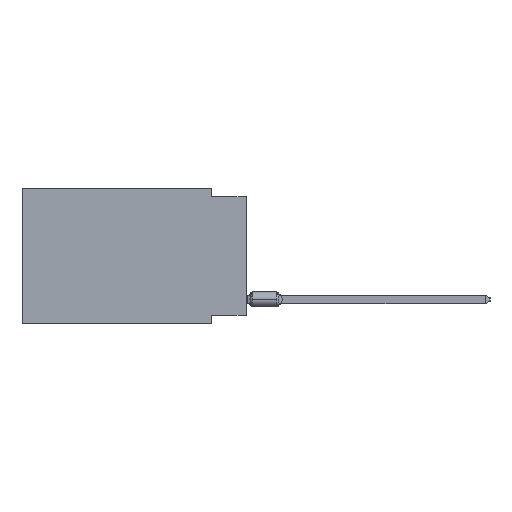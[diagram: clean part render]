
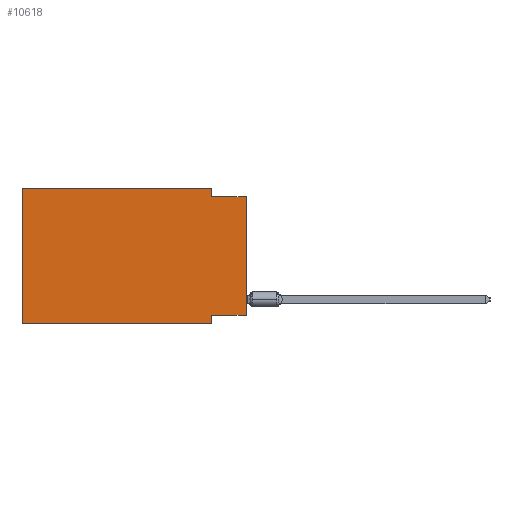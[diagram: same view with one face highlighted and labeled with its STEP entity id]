
A CAD part, left-side view. The second image highlights one B-rep face of the part: STEP entity #10618.
In plain terms, the highlighted planar face has unit normal (-1, 0, 0).
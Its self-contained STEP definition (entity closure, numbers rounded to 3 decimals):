
#2187 = DIRECTION ( 'NONE',  ( 0., 0., -1. ) ) ;
#3435 = AXIS2_PLACEMENT_3D ( 'NONE', #64986, #36346, #30912 ) ;
#4494 = ORIENTED_EDGE ( 'NONE', *, *, #59752, .T. ) ;
#6433 = VECTOR ( 'NONE', #15685, 1000. ) ;
#7448 = EDGE_CURVE ( 'NONE', #43757, #20055, #13785, .T. ) ;
#7510 = EDGE_CURVE ( 'NONE', #12978, #35058, #30107, .T. ) ;
#7807 = ORIENTED_EDGE ( 'NONE', *, *, #20703, .F. ) ;
#8141 = EDGE_CURVE ( 'NONE', #69113, #27644, #28866, .T. ) ;
#10618 = ADVANCED_FACE ( 'NONE', ( #31641 ), #31278, .F. ) ;
#12460 = ORIENTED_EDGE ( 'NONE', *, *, #53955, .T. ) ;
#12978 = VERTEX_POINT ( 'NONE', #38921 ) ;
#13395 = LINE ( 'NONE', #68508, #52835 ) ;
#13471 = CARTESIAN_POINT ( 'NONE',  ( 0., 16.383, 0. ) ) ;
#13785 = LINE ( 'NONE', #57625, #35833 ) ;
#13834 = VECTOR ( 'NONE', #52224, 1000. ) ;
#14486 = DIRECTION ( 'NONE',  ( 0., 1., 0. ) ) ;
#15685 = DIRECTION ( 'NONE',  ( 0., 0., 1. ) ) ;
#16451 = EDGE_CURVE ( 'NONE', #20055, #12978, #36876, .T. ) ;
#18008 = LINE ( 'NONE', #57128, #48861 ) ;
#18180 = CARTESIAN_POINT ( 'NONE',  ( 0., 0., -0.635 ) ) ;
#20055 = VERTEX_POINT ( 'NONE', #13471 ) ;
#20703 = EDGE_CURVE ( 'NONE', #26354, #69113, #13395, .T. ) ;
#20829 = VECTOR ( 'NONE', #50945, 1000. ) ;
#22014 = CARTESIAN_POINT ( 'NONE',  ( 0., 2.54, -9.906 ) ) ;
#24660 = CARTESIAN_POINT ( 'NONE',  ( 0., 2.54, -9.906 ) ) ;
#26354 = VERTEX_POINT ( 'NONE', #50191 ) ;
#27644 = VERTEX_POINT ( 'NONE', #24660 ) ;
#28866 = LINE ( 'NONE', #22014, #20829 ) ;
#29018 = CARTESIAN_POINT ( 'NONE',  ( 0., 16.383, -9.906 ) ) ;
#29452 = ORIENTED_EDGE ( 'NONE', *, *, #8141, .F. ) ;
#30079 = EDGE_CURVE ( 'NONE', #35058, #42865, #35576, .T. ) ;
#30107 = LINE ( 'NONE', #42042, #39341 ) ;
#30912 = DIRECTION ( 'NONE',  ( 0., 0., -1. ) ) ;
#31278 = PLANE ( 'NONE',  #3435 ) ;
#31641 = FACE_OUTER_BOUND ( 'NONE', #33250, .T. ) ;
#33250 = EDGE_LOOP ( 'NONE', ( #4494, #60459, #56100, #46180, #51634, #12460, #29452, #7807 ) ) ;
#35058 = VERTEX_POINT ( 'NONE', #42972 ) ;
#35576 = LINE ( 'NONE', #18180, #13834 ) ;
#35833 = VECTOR ( 'NONE', #64176, 1000. ) ;
#36346 = DIRECTION ( 'NONE',  ( 1., 0., 0. ) ) ;
#36876 = LINE ( 'NONE', #37603, #52450 ) ;
#37603 = CARTESIAN_POINT ( 'NONE',  ( 0., 16.383, 0. ) ) ;
#38297 = CARTESIAN_POINT ( 'NONE',  ( 0., 0., -0.635 ) ) ;
#38921 = CARTESIAN_POINT ( 'NONE',  ( 0., 2.54, 0. ) ) ;
#39341 = VECTOR ( 'NONE', #2187, 1000. ) ;
#40875 = CARTESIAN_POINT ( 'NONE',  ( 0., 2.54, -9.271 ) ) ;
#42042 = CARTESIAN_POINT ( 'NONE',  ( 0., 2.54, 0. ) ) ;
#42865 = VERTEX_POINT ( 'NONE', #38297 ) ;
#42972 = CARTESIAN_POINT ( 'NONE',  ( 0., 2.54, -0.635 ) ) ;
#43757 = VERTEX_POINT ( 'NONE', #29018 ) ;
#46180 = ORIENTED_EDGE ( 'NONE', *, *, #16451, .F. ) ;
#46973 = DIRECTION ( 'NONE',  ( 0., -1., 0. ) ) ;
#48861 = VECTOR ( 'NONE', #46973, 1000. ) ;
#49002 = LINE ( 'NONE', #61594, #6433 ) ;
#50191 = CARTESIAN_POINT ( 'NONE',  ( 0., 0., -9.271 ) ) ;
#50945 = DIRECTION ( 'NONE',  ( 0., 0., -1. ) ) ;
#51634 = ORIENTED_EDGE ( 'NONE', *, *, #7448, .F. ) ;
#52224 = DIRECTION ( 'NONE',  ( 0., -1., 0. ) ) ;
#52450 = VECTOR ( 'NONE', #71297, 1000. ) ;
#52835 = VECTOR ( 'NONE', #14486, 1000. ) ;
#53955 = EDGE_CURVE ( 'NONE', #43757, #27644, #18008, .T. ) ;
#56100 = ORIENTED_EDGE ( 'NONE', *, *, #7510, .F. ) ;
#57128 = CARTESIAN_POINT ( 'NONE',  ( 0., 16.383, -9.906 ) ) ;
#57625 = CARTESIAN_POINT ( 'NONE',  ( 0., 16.383, 0. ) ) ;
#59752 = EDGE_CURVE ( 'NONE', #26354, #42865, #49002, .T. ) ;
#60459 = ORIENTED_EDGE ( 'NONE', *, *, #30079, .F. ) ;
#61594 = CARTESIAN_POINT ( 'NONE',  ( 0., 0., 0. ) ) ;
#64176 = DIRECTION ( 'NONE',  ( 0., 0., 1. ) ) ;
#64986 = CARTESIAN_POINT ( 'NONE',  ( 0., 16.383, 0. ) ) ;
#68508 = CARTESIAN_POINT ( 'NONE',  ( 0., 0., -9.271 ) ) ;
#69113 = VERTEX_POINT ( 'NONE', #40875 ) ;
#71297 = DIRECTION ( 'NONE',  ( 0., -1., 0. ) ) ;
